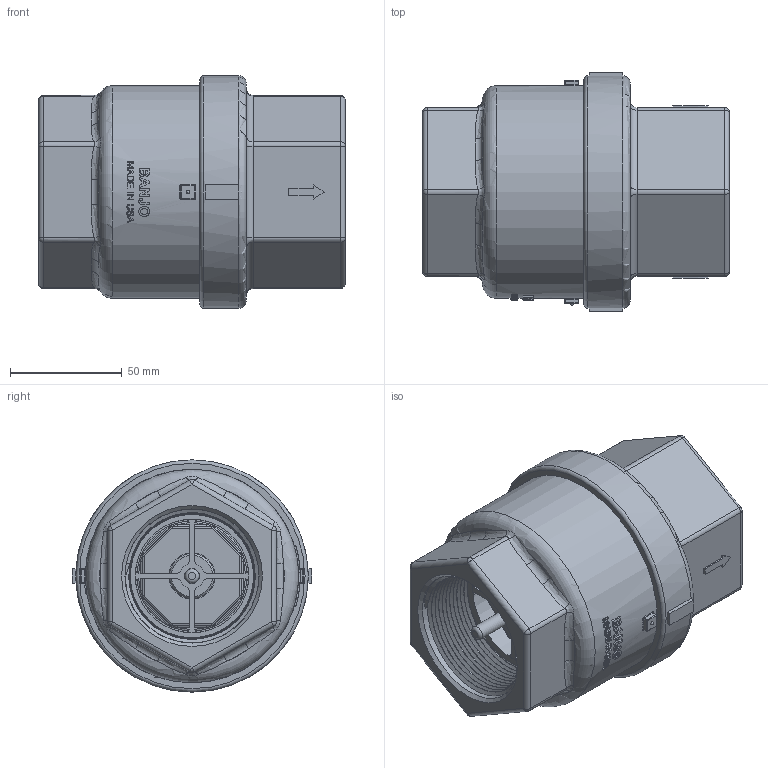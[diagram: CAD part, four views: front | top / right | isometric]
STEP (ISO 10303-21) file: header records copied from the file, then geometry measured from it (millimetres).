
FILE_DESCRIPTION(/* description */ ('2" FULL PORT NPT CHECKVALVE'),/* implementation_level */ '2;1');
FILE_NAME(/* name */ 'CV221.stp',/* time_stamp */ '2022-11-08T10:49:33-05:00',/* author */ ('MJC'),/* organization */ (''),/* preprocessor_version */ 'ST-DEVELOPER v18.1',/* originating_system */ 'Autodesk Inventor 2022',/* authorisation */ '');
FILE_SCHEMA (('AUTOMOTIVE_DESIGN { 1 0 10303 214 3 1 1 }'));
Length unit declared in the file: inch
Products named in the file (9): CV221; CV25354; CV25354X; CV25356; CV25155A; CV25155M; CV25275A; CV25155F; CV21505A
Assembly tree (8 placements, depth 3):
  CV221
    CV25354
      CV25354X
    CV25356
    CV25155A
      CV25155M
      CV25275A
      CV25155F
    CV21505A
Bounding box: 137.29 x 106.93 x 103.89 mm (x, y, z)
Volume: 383400.2 mm3; surface area: 141423.2 mm2
Topology: 6 solids, 6 shells, 768 faces, 1912 edges, 1170 vertices
Faces by surface type: plane 265, cylinder 203, bspline 154, torus 80, cone 37, sphere 29
Full cylindrical faces by diameter (mm): 4.762 x1, 5.08 x1, 6.35 x1, 6.858 x1, 20.066 x1, 20.676 x1, 21.177 x1, 22.225 x1, 49.212 x1, 50.8 x2, 56.363 x1, 56.896 x1, 59.944 x1, 60.96 x1, 79.375 x1, 86.487 x1, 86.614 x1, 88.011 x1, 95.25 x1, 95.631 x1, 103.886 x1
Entity records: 34499 total; most frequent: CARTESIAN_POINT 16559, ORIENTED_EDGE 3786, DIRECTION 3559, EDGE_CURVE 1893, AXIS2_PLACEMENT_3D 1419, VERTEX_POINT 1170, EDGE_LOOP 829, FACE_OUTER_BOUND 768
